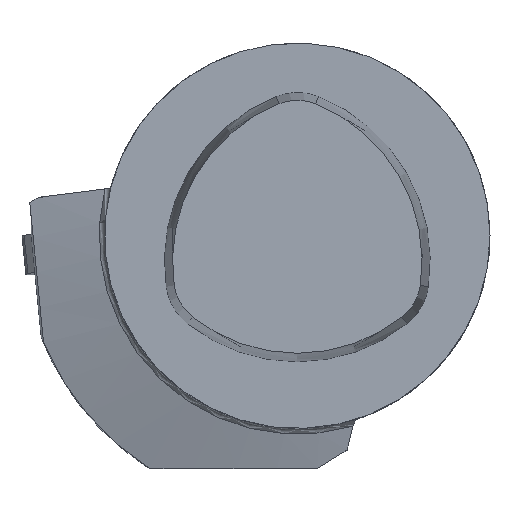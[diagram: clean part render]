
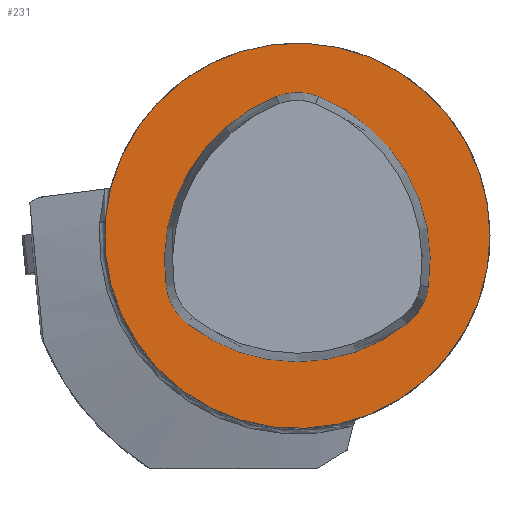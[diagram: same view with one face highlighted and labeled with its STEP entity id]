
A CAD part, top view. The second image highlights one B-rep face of the part: STEP entity #231.
In plain terms, the highlighted planar face has unit normal (0, 0, 1).
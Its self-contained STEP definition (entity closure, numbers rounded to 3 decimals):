
#99=FACE_BOUND('',#404,.T.);
#100=FACE_BOUND('',#405,.T.);
#184=CIRCLE('',#1276,31.5);
#192=CIRCLE('',#1295,29.);
#193=CIRCLE('',#1296,9.4);
#194=CIRCLE('',#1297,29.);
#195=CIRCLE('',#1298,9.4);
#196=CIRCLE('',#1299,29.);
#197=CIRCLE('',#1300,9.4);
#231=ADVANCED_FACE('',(#99,#100),#287,.T.);
#287=PLANE('',#1301);
#404=EDGE_LOOP('',(#596));
#405=EDGE_LOOP('',(#597,#598,#599,#600,#601,#602));
#596=ORIENTED_EDGE('',*,*,#920,.T.);
#597=ORIENTED_EDGE('',*,*,#947,.F.);
#598=ORIENTED_EDGE('',*,*,#948,.F.);
#599=ORIENTED_EDGE('',*,*,#949,.F.);
#600=ORIENTED_EDGE('',*,*,#950,.F.);
#601=ORIENTED_EDGE('',*,*,#951,.F.);
#602=ORIENTED_EDGE('',*,*,#952,.F.);
#803=VERTEX_POINT('',#1894);
#824=VERTEX_POINT('',#1976);
#825=VERTEX_POINT('',#1977);
#826=VERTEX_POINT('',#1979);
#827=VERTEX_POINT('',#1981);
#828=VERTEX_POINT('',#1983);
#829=VERTEX_POINT('',#1985);
#920=EDGE_CURVE('',#803,#803,#184,.T.);
#947=EDGE_CURVE('',#824,#825,#192,.T.);
#948=EDGE_CURVE('',#826,#824,#193,.T.);
#949=EDGE_CURVE('',#827,#826,#194,.T.);
#950=EDGE_CURVE('',#828,#827,#195,.T.);
#951=EDGE_CURVE('',#829,#828,#196,.T.);
#952=EDGE_CURVE('',#825,#829,#197,.T.);
#1276=AXIS2_PLACEMENT_3D('',#1893,#1489,#1490);
#1295=AXIS2_PLACEMENT_3D('',#1975,#1537,#1538);
#1296=AXIS2_PLACEMENT_3D('',#1978,#1539,#1540);
#1297=AXIS2_PLACEMENT_3D('',#1980,#1541,#1542);
#1298=AXIS2_PLACEMENT_3D('',#1982,#1543,#1544);
#1299=AXIS2_PLACEMENT_3D('',#1984,#1545,#1546);
#1300=AXIS2_PLACEMENT_3D('',#1986,#1547,#1548);
#1301=AXIS2_PLACEMENT_3D('',#1987,#1549,#1550);
#1489=DIRECTION('',(0.,0.,1.));
#1490=DIRECTION('',(1.,0.,0.));
#1537=DIRECTION('',(0.,0.,1.));
#1538=DIRECTION('',(1.,0.,0.));
#1539=DIRECTION('',(0.,0.,1.));
#1540=DIRECTION('',(1.,0.,0.));
#1541=DIRECTION('',(0.,0.,1.));
#1542=DIRECTION('',(1.,0.,0.));
#1543=DIRECTION('',(0.,0.,1.));
#1544=DIRECTION('',(1.,0.,0.));
#1545=DIRECTION('',(0.,0.,1.));
#1546=DIRECTION('',(1.,0.,0.));
#1547=DIRECTION('',(0.,0.,1.));
#1548=DIRECTION('',(1.,0.,0.));
#1549=DIRECTION('',(0.,0.,1.));
#1550=DIRECTION('',(-1.,0.,0.));
#1893=CARTESIAN_POINT('',(0.,0.,0.));
#1894=CARTESIAN_POINT('',(31.5,0.,0.));
#1975=CARTESIAN_POINT('',(7.275,-4.2,0.));
#1976=CARTESIAN_POINT('',(-3.489,22.729,0.));
#1977=CARTESIAN_POINT('',(-21.428,-8.343,0.));
#1978=CARTESIAN_POINT('',(0.,14.,0.));
#1979=CARTESIAN_POINT('',(3.489,22.729,0.));
#1980=CARTESIAN_POINT('',(-7.275,-4.2,0.));
#1981=CARTESIAN_POINT('',(21.428,-8.343,0.));
#1982=CARTESIAN_POINT('',(12.124,-7.,0.));
#1983=CARTESIAN_POINT('',(17.939,-14.386,0.));
#1984=CARTESIAN_POINT('',(0.,8.4,0.));
#1985=CARTESIAN_POINT('',(-17.939,-14.386,0.));
#1986=CARTESIAN_POINT('',(-12.124,-7.,0.));
#1987=CARTESIAN_POINT('',(0.,0.,0.));
